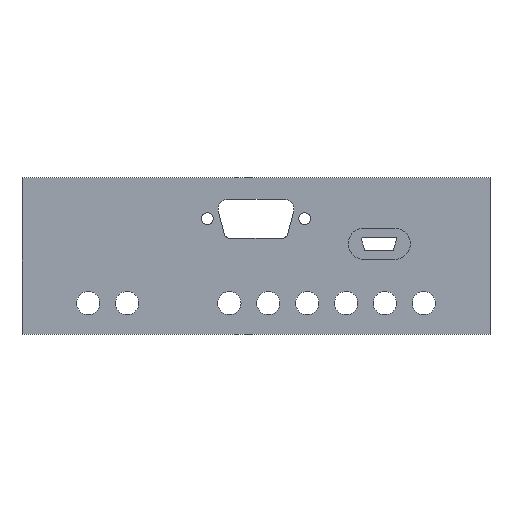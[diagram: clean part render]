
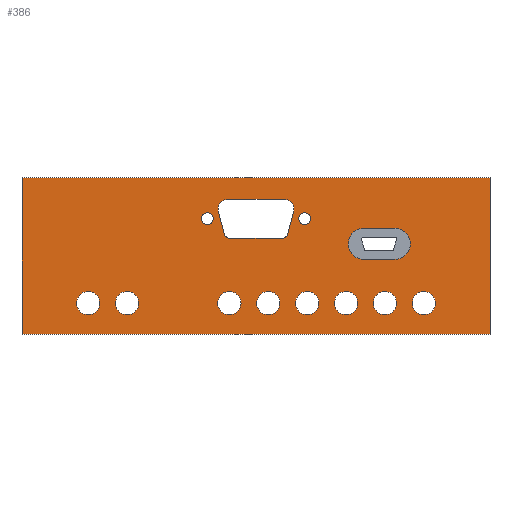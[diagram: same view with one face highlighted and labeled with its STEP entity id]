
A CAD part, top view. The second image highlights one B-rep face of the part: STEP entity #386.
In plain terms, the highlighted planar face has unit normal (0, 0, 1).
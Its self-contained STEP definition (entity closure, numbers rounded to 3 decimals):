
#24 = VERTEX_POINT('',#25);
#25 = CARTESIAN_POINT('',(-60.15,20.1,3.));
#31 = EDGE_CURVE('',#24,#32,#34,.T.);
#32 = VERTEX_POINT('',#33);
#33 = CARTESIAN_POINT('',(60.15,20.1,3.));
#34 = LINE('',#35,#36);
#35 = CARTESIAN_POINT('',(-60.15,20.1,3.));
#36 = VECTOR('',#37,1.);
#37 = DIRECTION('',(1.,0.,0.));
#64 = VERTEX_POINT('',#65);
#65 = CARTESIAN_POINT('',(-60.15,-20.1,3.));
#71 = EDGE_CURVE('',#64,#24,#72,.T.);
#72 = LINE('',#73,#74);
#73 = CARTESIAN_POINT('',(-60.15,-20.1,3.));
#74 = VECTOR('',#75,1.);
#75 = DIRECTION('',(0.,1.,0.));
#93 = EDGE_CURVE('',#32,#94,#96,.T.);
#94 = VERTEX_POINT('',#95);
#95 = CARTESIAN_POINT('',(60.15,-20.1,3.));
#96 = LINE('',#97,#98);
#97 = CARTESIAN_POINT('',(60.15,20.1,3.));
#98 = VECTOR('',#99,1.);
#99 = DIRECTION('',(0.,-1.,0.));
#386 = ADVANCED_FACE('',(#387,#398,#409,#420,#431,#442,#453,#464,#475,
    #486,#497,#567,#603),#614,.T.);
#387 = FACE_BOUND('',#388,.T.);
#388 = EDGE_LOOP('',(#389,#390,#391,#397));
#389 = ORIENTED_EDGE('',*,*,#31,.F.);
#390 = ORIENTED_EDGE('',*,*,#71,.F.);
#391 = ORIENTED_EDGE('',*,*,#392,.F.);
#392 = EDGE_CURVE('',#94,#64,#393,.T.);
#393 = LINE('',#394,#395);
#394 = CARTESIAN_POINT('',(60.15,-20.1,3.));
#395 = VECTOR('',#396,1.);
#396 = DIRECTION('',(-1.,0.,0.));
#397 = ORIENTED_EDGE('',*,*,#93,.F.);
#398 = FACE_BOUND('',#399,.T.);
#399 = EDGE_LOOP('',(#400));
#400 = ORIENTED_EDGE('',*,*,#401,.F.);
#401 = EDGE_CURVE('',#402,#402,#404,.T.);
#402 = VERTEX_POINT('',#403);
#403 = CARTESIAN_POINT('',(-40.15,-12.1,3.));
#404 = CIRCLE('',#405,3.);
#405 = AXIS2_PLACEMENT_3D('',#406,#407,#408);
#406 = CARTESIAN_POINT('',(-43.15,-12.1,3.));
#407 = DIRECTION('',(0.,0.,1.));
#408 = DIRECTION('',(1.,0.,0.));
#409 = FACE_BOUND('',#410,.T.);
#410 = EDGE_LOOP('',(#411));
#411 = ORIENTED_EDGE('',*,*,#412,.F.);
#412 = EDGE_CURVE('',#413,#413,#415,.T.);
#413 = VERTEX_POINT('',#414);
#414 = CARTESIAN_POINT('',(-30.15,-12.1,3.));
#415 = CIRCLE('',#416,3.);
#416 = AXIS2_PLACEMENT_3D('',#417,#418,#419);
#417 = CARTESIAN_POINT('',(-33.15,-12.1,3.));
#418 = DIRECTION('',(0.,0.,1.));
#419 = DIRECTION('',(1.,0.,0.));
#420 = FACE_BOUND('',#421,.T.);
#421 = EDGE_LOOP('',(#422));
#422 = ORIENTED_EDGE('',*,*,#423,.F.);
#423 = EDGE_CURVE('',#424,#424,#426,.T.);
#424 = VERTEX_POINT('',#425);
#425 = CARTESIAN_POINT('',(-3.85,-12.1,3.));
#426 = CIRCLE('',#427,3.);
#427 = AXIS2_PLACEMENT_3D('',#428,#429,#430);
#428 = CARTESIAN_POINT('',(-6.85,-12.1,3.));
#429 = DIRECTION('',(0.,0.,1.));
#430 = DIRECTION('',(1.,0.,0.));
#431 = FACE_BOUND('',#432,.T.);
#432 = EDGE_LOOP('',(#433));
#433 = ORIENTED_EDGE('',*,*,#434,.F.);
#434 = EDGE_CURVE('',#435,#435,#437,.T.);
#435 = VERTEX_POINT('',#436);
#436 = CARTESIAN_POINT('',(6.15,-12.1,3.));
#437 = CIRCLE('',#438,3.);
#438 = AXIS2_PLACEMENT_3D('',#439,#440,#441);
#439 = CARTESIAN_POINT('',(3.15,-12.1,3.));
#440 = DIRECTION('',(0.,0.,1.));
#441 = DIRECTION('',(1.,0.,0.));
#442 = FACE_BOUND('',#443,.T.);
#443 = EDGE_LOOP('',(#444));
#444 = ORIENTED_EDGE('',*,*,#445,.F.);
#445 = EDGE_CURVE('',#446,#446,#448,.T.);
#446 = VERTEX_POINT('',#447);
#447 = CARTESIAN_POINT('',(16.15,-12.1,3.));
#448 = CIRCLE('',#449,3.);
#449 = AXIS2_PLACEMENT_3D('',#450,#451,#452);
#450 = CARTESIAN_POINT('',(13.15,-12.1,3.));
#451 = DIRECTION('',(0.,0.,1.));
#452 = DIRECTION('',(1.,0.,0.));
#453 = FACE_BOUND('',#454,.T.);
#454 = EDGE_LOOP('',(#455));
#455 = ORIENTED_EDGE('',*,*,#456,.F.);
#456 = EDGE_CURVE('',#457,#457,#459,.T.);
#457 = VERTEX_POINT('',#458);
#458 = CARTESIAN_POINT('',(26.15,-12.1,3.));
#459 = CIRCLE('',#460,3.);
#460 = AXIS2_PLACEMENT_3D('',#461,#462,#463);
#461 = CARTESIAN_POINT('',(23.15,-12.1,3.));
#462 = DIRECTION('',(0.,0.,1.));
#463 = DIRECTION('',(1.,0.,0.));
#464 = FACE_BOUND('',#465,.T.);
#465 = EDGE_LOOP('',(#466));
#466 = ORIENTED_EDGE('',*,*,#467,.F.);
#467 = EDGE_CURVE('',#468,#468,#470,.T.);
#468 = VERTEX_POINT('',#469);
#469 = CARTESIAN_POINT('',(36.15,-12.1,3.));
#470 = CIRCLE('',#471,3.);
#471 = AXIS2_PLACEMENT_3D('',#472,#473,#474);
#472 = CARTESIAN_POINT('',(33.15,-12.1,3.));
#473 = DIRECTION('',(0.,0.,1.));
#474 = DIRECTION('',(1.,0.,0.));
#475 = FACE_BOUND('',#476,.T.);
#476 = EDGE_LOOP('',(#477));
#477 = ORIENTED_EDGE('',*,*,#478,.F.);
#478 = EDGE_CURVE('',#479,#479,#481,.T.);
#479 = VERTEX_POINT('',#480);
#480 = CARTESIAN_POINT('',(46.15,-12.1,3.));
#481 = CIRCLE('',#482,3.);
#482 = AXIS2_PLACEMENT_3D('',#483,#484,#485);
#483 = CARTESIAN_POINT('',(43.15,-12.1,3.));
#484 = DIRECTION('',(0.,0.,1.));
#485 = DIRECTION('',(1.,0.,0.));
#486 = FACE_BOUND('',#487,.T.);
#487 = EDGE_LOOP('',(#488));
#488 = ORIENTED_EDGE('',*,*,#489,.F.);
#489 = EDGE_CURVE('',#490,#490,#492,.T.);
#490 = VERTEX_POINT('',#491);
#491 = CARTESIAN_POINT('',(-11.,9.6,3.));
#492 = CIRCLE('',#493,1.5);
#493 = AXIS2_PLACEMENT_3D('',#494,#495,#496);
#494 = CARTESIAN_POINT('',(-12.5,9.6,3.));
#495 = DIRECTION('',(0.,0.,1.));
#496 = DIRECTION('',(1.,0.,0.));
#497 = FACE_BOUND('',#498,.T.);
#498 = EDGE_LOOP('',(#499,#509,#518,#526,#535,#543,#552,#560));
#499 = ORIENTED_EDGE('',*,*,#500,.T.);
#500 = EDGE_CURVE('',#501,#503,#505,.T.);
#501 = VERTEX_POINT('',#502);
#502 = CARTESIAN_POINT('',(-8.203,5.729,3.));
#503 = VERTEX_POINT('',#504);
#504 = CARTESIAN_POINT('',(-9.672,11.481,3.));
#505 = LINE('',#506,#507);
#506 = CARTESIAN_POINT('',(-8.203,5.729,3.));
#507 = VECTOR('',#508,1.);
#508 = DIRECTION('',(-0.247,0.969,0.));
#509 = ORIENTED_EDGE('',*,*,#510,.F.);
#510 = EDGE_CURVE('',#511,#503,#513,.T.);
#511 = VERTEX_POINT('',#512);
#512 = CARTESIAN_POINT('',(-7.25,14.6,3.));
#513 = CIRCLE('',#514,2.5);
#514 = AXIS2_PLACEMENT_3D('',#515,#516,#517);
#515 = CARTESIAN_POINT('',(-7.25,12.1,3.));
#516 = DIRECTION('',(0.,0.,1.));
#517 = DIRECTION('',(1.,0.,0.));
#518 = ORIENTED_EDGE('',*,*,#519,.T.);
#519 = EDGE_CURVE('',#511,#520,#522,.T.);
#520 = VERTEX_POINT('',#521);
#521 = CARTESIAN_POINT('',(7.25,14.6,3.));
#522 = LINE('',#523,#524);
#523 = CARTESIAN_POINT('',(-7.25,14.6,3.));
#524 = VECTOR('',#525,1.);
#525 = DIRECTION('',(1.,0.,0.));
#526 = ORIENTED_EDGE('',*,*,#527,.F.);
#527 = EDGE_CURVE('',#528,#520,#530,.T.);
#528 = VERTEX_POINT('',#529);
#529 = CARTESIAN_POINT('',(9.672,11.481,3.));
#530 = CIRCLE('',#531,2.5);
#531 = AXIS2_PLACEMENT_3D('',#532,#533,#534);
#532 = CARTESIAN_POINT('',(7.25,12.1,3.));
#533 = DIRECTION('',(0.,0.,1.));
#534 = DIRECTION('',(1.,0.,0.));
#535 = ORIENTED_EDGE('',*,*,#536,.F.);
#536 = EDGE_CURVE('',#537,#528,#539,.T.);
#537 = VERTEX_POINT('',#538);
#538 = CARTESIAN_POINT('',(8.203,5.729,3.));
#539 = LINE('',#540,#541);
#540 = CARTESIAN_POINT('',(8.203,5.729,3.));
#541 = VECTOR('',#542,1.);
#542 = DIRECTION('',(0.247,0.969,0.));
#543 = ORIENTED_EDGE('',*,*,#544,.F.);
#544 = EDGE_CURVE('',#545,#537,#547,.T.);
#545 = VERTEX_POINT('',#546);
#546 = CARTESIAN_POINT('',(6.75,4.6,3.));
#547 = CIRCLE('',#548,1.5);
#548 = AXIS2_PLACEMENT_3D('',#549,#550,#551);
#549 = CARTESIAN_POINT('',(6.75,6.1,3.));
#550 = DIRECTION('',(0.,0.,1.));
#551 = DIRECTION('',(1.,0.,0.));
#552 = ORIENTED_EDGE('',*,*,#553,.T.);
#553 = EDGE_CURVE('',#545,#554,#556,.T.);
#554 = VERTEX_POINT('',#555);
#555 = CARTESIAN_POINT('',(-6.75,4.6,3.));
#556 = LINE('',#557,#558);
#557 = CARTESIAN_POINT('',(6.75,4.6,3.));
#558 = VECTOR('',#559,1.);
#559 = DIRECTION('',(-1.,0.,0.));
#560 = ORIENTED_EDGE('',*,*,#561,.F.);
#561 = EDGE_CURVE('',#501,#554,#562,.T.);
#562 = CIRCLE('',#563,1.5);
#563 = AXIS2_PLACEMENT_3D('',#564,#565,#566);
#564 = CARTESIAN_POINT('',(-6.75,6.1,3.));
#565 = DIRECTION('',(0.,0.,1.));
#566 = DIRECTION('',(1.,0.,0.));
#567 = FACE_BOUND('',#568,.T.);
#568 = EDGE_LOOP('',(#569,#580,#588,#597));
#569 = ORIENTED_EDGE('',*,*,#570,.F.);
#570 = EDGE_CURVE('',#571,#573,#575,.T.);
#571 = VERTEX_POINT('',#572);
#572 = CARTESIAN_POINT('',(27.7,7.13,3.));
#573 = VERTEX_POINT('',#574);
#574 = CARTESIAN_POINT('',(27.7,-0.87,3.));
#575 = CIRCLE('',#576,4.);
#576 = AXIS2_PLACEMENT_3D('',#577,#578,#579);
#577 = CARTESIAN_POINT('',(27.7,3.13,3.));
#578 = DIRECTION('',(0.,0.,1.));
#579 = DIRECTION('',(1.,0.,0.));
#580 = ORIENTED_EDGE('',*,*,#581,.F.);
#581 = EDGE_CURVE('',#582,#571,#584,.T.);
#582 = VERTEX_POINT('',#583);
#583 = CARTESIAN_POINT('',(35.7,7.13,3.));
#584 = LINE('',#585,#586);
#585 = CARTESIAN_POINT('',(35.7,7.13,3.));
#586 = VECTOR('',#587,1.);
#587 = DIRECTION('',(-1.,0.,0.));
#588 = ORIENTED_EDGE('',*,*,#589,.F.);
#589 = EDGE_CURVE('',#590,#582,#592,.T.);
#590 = VERTEX_POINT('',#591);
#591 = CARTESIAN_POINT('',(35.7,-0.87,3.));
#592 = CIRCLE('',#593,4.);
#593 = AXIS2_PLACEMENT_3D('',#594,#595,#596);
#594 = CARTESIAN_POINT('',(35.7,3.13,3.));
#595 = DIRECTION('',(0.,0.,1.));
#596 = DIRECTION('',(1.,0.,0.));
#597 = ORIENTED_EDGE('',*,*,#598,.F.);
#598 = EDGE_CURVE('',#573,#590,#599,.T.);
#599 = LINE('',#600,#601);
#600 = CARTESIAN_POINT('',(27.7,-0.87,3.));
#601 = VECTOR('',#602,1.);
#602 = DIRECTION('',(1.,0.,0.));
#603 = FACE_BOUND('',#604,.T.);
#604 = EDGE_LOOP('',(#605));
#605 = ORIENTED_EDGE('',*,*,#606,.F.);
#606 = EDGE_CURVE('',#607,#607,#609,.T.);
#607 = VERTEX_POINT('',#608);
#608 = CARTESIAN_POINT('',(14.,9.6,3.));
#609 = CIRCLE('',#610,1.5);
#610 = AXIS2_PLACEMENT_3D('',#611,#612,#613);
#611 = CARTESIAN_POINT('',(12.5,9.6,3.));
#612 = DIRECTION('',(0.,0.,1.));
#613 = DIRECTION('',(1.,0.,0.));
#614 = PLANE('',#615);
#615 = AXIS2_PLACEMENT_3D('',#616,#617,#618);
#616 = CARTESIAN_POINT('',(2.295,-1.435,3.));
#617 = DIRECTION('',(0.,0.,1.));
#618 = DIRECTION('',(1.,0.,0.));
